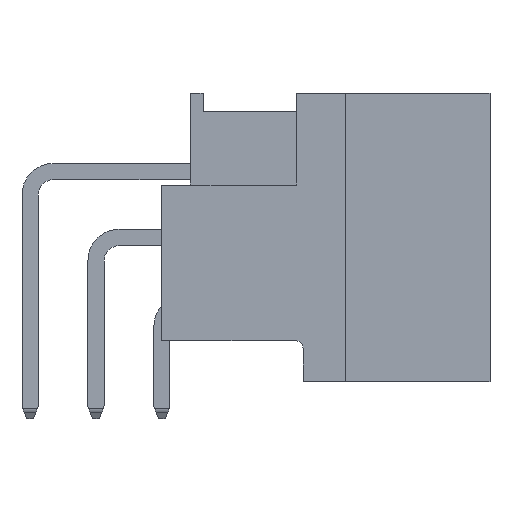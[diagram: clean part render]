
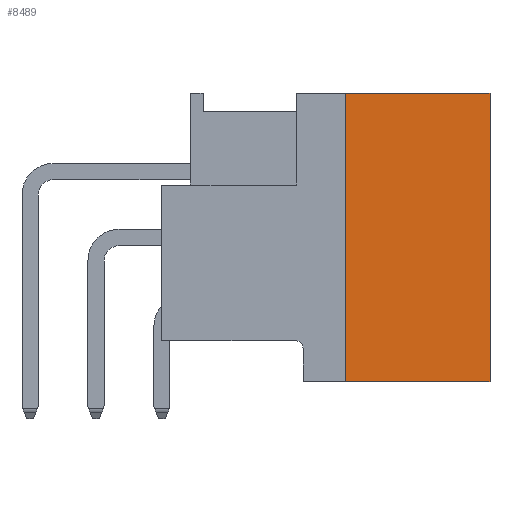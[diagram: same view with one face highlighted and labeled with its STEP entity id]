
A CAD part, left-side view. The second image highlights one B-rep face of the part: STEP entity #8489.
In plain terms, the highlighted planar face has unit normal (-1, 0, 0).
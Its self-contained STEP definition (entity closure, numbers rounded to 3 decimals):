
#5748 = VERTEX_POINT('',#5749);
#5749 = CARTESIAN_POINT('',(-16.06,-1.8,9.53));
#5755 = EDGE_CURVE('',#5756,#5748,#5758,.T.);
#5756 = VERTEX_POINT('',#5757);
#5757 = CARTESIAN_POINT('',(-16.06,-7.35,9.53));
#5758 = LINE('',#5759,#5760);
#5759 = CARTESIAN_POINT('',(-16.06,-1.8,9.53));
#5760 = VECTOR('',#5761,1.);
#5761 = DIRECTION('',(0.,1.,0.));
#8219 = VERTEX_POINT('',#8220);
#8220 = CARTESIAN_POINT('',(-16.06,-7.35,-1.57));
#8226 = EDGE_CURVE('',#8227,#8219,#8229,.T.);
#8227 = VERTEX_POINT('',#8228);
#8228 = CARTESIAN_POINT('',(-16.06,-1.8,-1.57));
#8229 = LINE('',#8230,#8231);
#8230 = CARTESIAN_POINT('',(-16.06,-1.8,-1.57));
#8231 = VECTOR('',#8232,1.);
#8232 = DIRECTION('',(0.,-1.,0.));
#8433 = EDGE_CURVE('',#8219,#5756,#8434,.T.);
#8434 = LINE('',#8435,#8436);
#8435 = CARTESIAN_POINT('',(-16.06,-7.35,-29.312));
#8436 = VECTOR('',#8437,1.);
#8437 = DIRECTION('',(0.,0.,1.));
#8477 = EDGE_CURVE('',#8227,#5748,#8478,.T.);
#8478 = LINE('',#8479,#8480);
#8479 = CARTESIAN_POINT('',(-16.06,-1.8,-29.312));
#8480 = VECTOR('',#8481,1.);
#8481 = DIRECTION('',(0.,0.,1.));
#8489 = ADVANCED_FACE('',(#8490),#8496,.T.);
#8490 = FACE_BOUND('',#8491,.T.);
#8491 = EDGE_LOOP('',(#8492,#8493,#8494,#8495));
#8492 = ORIENTED_EDGE('',*,*,#8226,.T.);
#8493 = ORIENTED_EDGE('',*,*,#8433,.T.);
#8494 = ORIENTED_EDGE('',*,*,#5755,.T.);
#8495 = ORIENTED_EDGE('',*,*,#8477,.F.);
#8496 = PLANE('',#8497);
#8497 = AXIS2_PLACEMENT_3D('',#8498,#8499,#8500);
#8498 = CARTESIAN_POINT('',(-16.06,-1.8,-29.312));
#8499 = DIRECTION('',(-1.,0.,0.));
#8500 = DIRECTION('',(0.,0.,1.));
